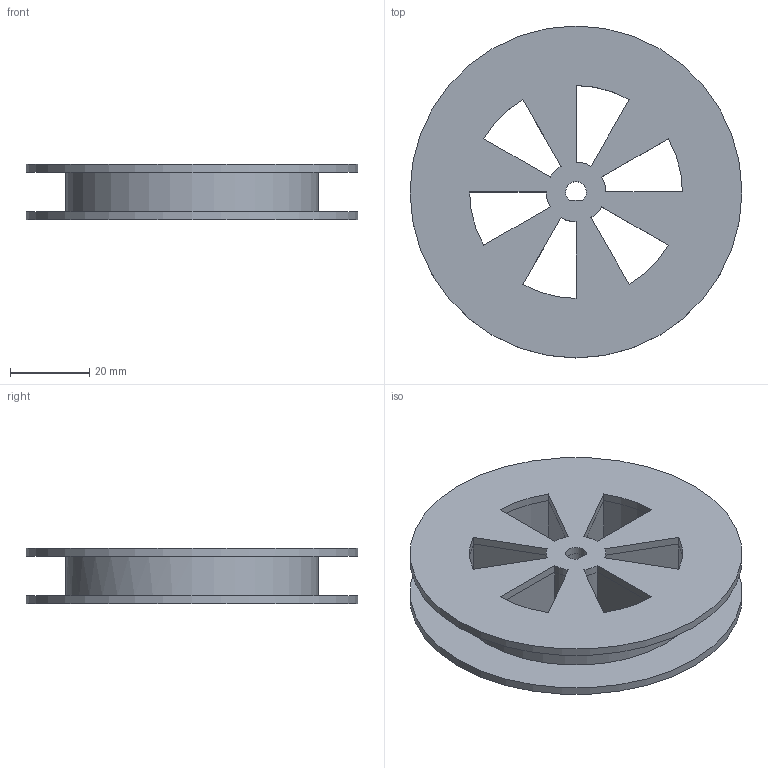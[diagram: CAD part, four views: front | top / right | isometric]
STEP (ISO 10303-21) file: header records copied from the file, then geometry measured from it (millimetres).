
FILE_DESCRIPTION(/* description */ (''),/* implementation_level */ '2;1');
FILE_NAME(/* name */ 'MotorReel v2.step',/* time_stamp */ '2021-03-29T14:44:31+02:00',/* author */ (''),/* organization */ (''),/* preprocessor_version */ 'ST-DEVELOPER v18.1',/* originating_system */ 'Autodesk Translation Framework v9.10.0.1330',/* authorisation */ '');
FILE_SCHEMA (('AUTOMOTIVE_DESIGN { 1 0 10303 214 3 1 1 }'));
Length unit declared in the file: millimetre
Products named in the file (1): MotorReel
Bounding box: 83.66 x 83.66 x 14 mm (x, y, z)
Volume: 38914.6 mm3; surface area: 25782.5 mm2
Topology: 2 solids, 2 shells, 62 faces, 175 edges, 116 vertices
Faces by surface type: cylinder 31, plane 31
Full cylindrical faces by diameter (mm): 3 x2, 63.662 x1, 83.662 x2
Entity records: 2125 total; most frequent: DIRECTION 367, CARTESIAN_POINT 354, ORIENTED_EDGE 350, EDGE_CURVE 175, AXIS2_PLACEMENT_3D 129, VERTEX_POINT 116, LINE 109, VECTOR 109
